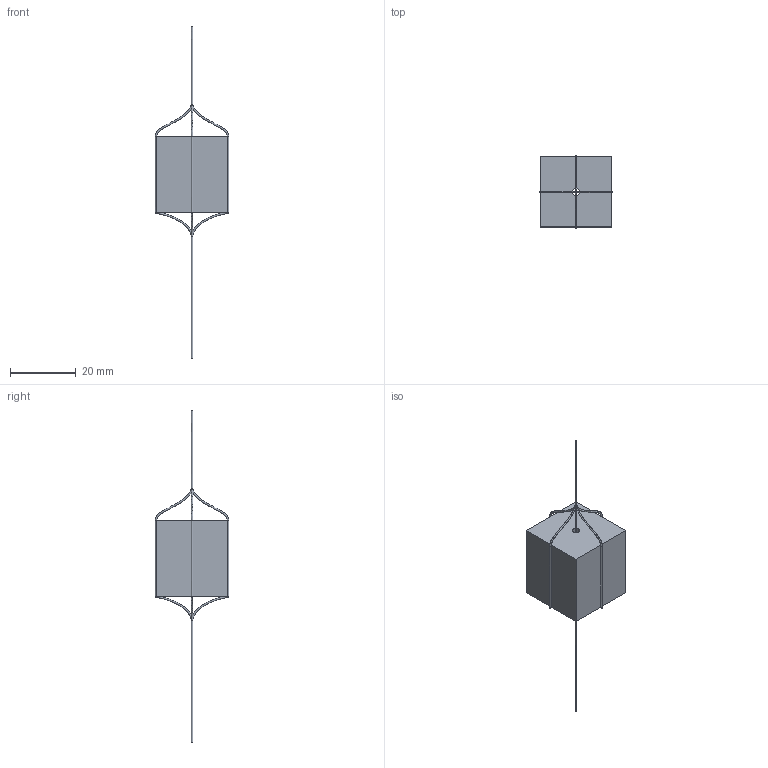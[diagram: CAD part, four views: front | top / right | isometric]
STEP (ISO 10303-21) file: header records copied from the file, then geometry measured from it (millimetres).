
FILE_DESCRIPTION(/* description */ ('STEP AP242','CAx-IF Rec.Pracs.---Representation and Presentation of Product Manufacturing Information (PMI)---4.0---2014-10-13','CAx-IF Rec.Pracs.---3D Tessellated Geometry---0.4---2014-09-14','2;1'),/* implementation_level */ '2;1');
FILE_NAME(/* name */ '674b738d51a75116d0ca3651',/* time_stamp */ '2024-11-30T20:20:29Z',/* author */ (''),/* organization */ (''),/* preprocessor_version */ 'ST-DEVELOPER v20',/* originating_system */ 'ONSHAPE BY PTC INC, 1.190',/* authorisation */ ' ');
FILE_SCHEMA (('AP242_MANAGED_MODEL_BASED_3D_ENGINEERING_MIM_LF { 1 0 10303 442 1 1 4 }'));
Length unit declared in the file: metre
Products named in the file (6): Surface 1; Part 4; Part 1; Part 5; Part 2; Part 3
Bounding box: 22.39 x 22.39 x 101.18 mm (x, y, z)
Volume: 10583.1 mm3; surface area: 3755.1 mm2
Topology: 5 solids, 6 shells, 35 faces, 77 edges, 52 vertices
Faces by surface type: plane 15, cylinder 12, bspline 8
Full cylindrical faces by diameter (mm): 0.458 x11, 2.185 x1
Entity records: 2044 total; most frequent: CARTESIAN_POINT 1293, DIRECTION 108, ORIENTED_EDGE 101, EDGE_LOOP 59, FACE_BOUND 59, EDGE_CURVE 51, AXIS2_PLACEMENT_3D 48, VERTEX_POINT 47
